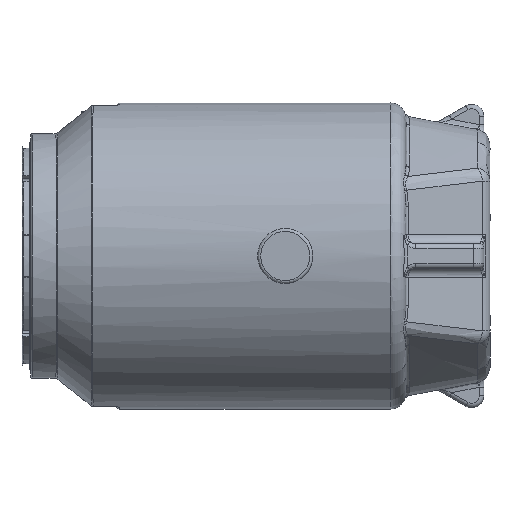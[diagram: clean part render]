
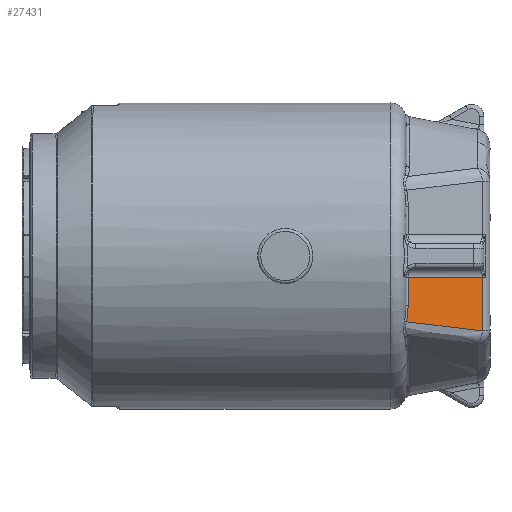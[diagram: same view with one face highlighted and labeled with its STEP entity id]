
A CAD part, left-side view. The second image highlights one B-rep face of the part: STEP entity #27431.
In plain terms, the highlighted planar face has unit normal (-0.863, -0.506, 0).
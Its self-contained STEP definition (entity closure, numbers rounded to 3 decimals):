
#1500 = CARTESIAN_POINT ( 'NONE',  ( 187.159, -330.741, -197.546 ) ) ;
#2410 = DIRECTION ( 'NONE',  ( 0., 0., 1. ) ) ;
#2937 = CARTESIAN_POINT ( 'NONE',  ( 201.204, -354.701, -218.25 ) ) ;
#2943 = EDGE_CURVE ( 'R�duction de d�tails95_2+R�duction de d�tails95_26+R�duction de d�tails95_39+R�duction de d�tails95_45', #18071, #8649, #15213, .T. ) ;
#3753 = EDGE_LOOP ( 'NONE', ( #10014, #21231, #16449, #19871, #5860 ) ) ;
#5127 = LINE ( 'NONE', #9436, #9911 ) ;
#5164 = PLANE ( 'NONE',  #20485 ) ;
#5860 = ORIENTED_EDGE ( 'NONE', *, *, #2943, .T. ) ;
#5972 = CARTESIAN_POINT ( 'NONE',  ( 188.139, -332.414, -166.53 ) ) ;
#7416 = CARTESIAN_POINT ( 'NONE',  ( 185.427, -327.787, -215.035 ) ) ;
#8230 = VERTEX_POINT ( 'NONE', #15352 ) ;
#8350 = CARTESIAN_POINT ( 'NONE',  ( 185.427, -327.787, -215.035 ) ) ;
#8506 = CARTESIAN_POINT ( 'NONE',  ( 188.105, -332.355, -170.982 ) ) ;
#8649 = VERTEX_POINT ( 'NONE', #17683 ) ;
#9436 = CARTESIAN_POINT ( 'NONE',  ( 188.139, -332.414, -70. ) ) ;
#9652 = CARTESIAN_POINT ( 'NONE',  ( 265.343, -464.115, -231.32 ) ) ;
#9911 = VECTOR ( 'NONE', #16627, 1000. ) ;
#9948 = CARTESIAN_POINT ( 'NONE',  ( 330.512, -575.286, -244.6 ) ) ;
#10014 = ORIENTED_EDGE ( 'NONE', *, *, #18097, .T. ) ;
#11708 = EDGE_CURVE ( 'R�duction de d�tails95_2+R�duction de d�tails95_40+R�duction de d�tails95_51+R�duction de d�tails95_39', #29048, #8230, #18120, .T. ) ;
#12578 = VECTOR ( 'NONE', #17830, 1000. ) ;
#13603 = CARTESIAN_POINT ( 'NONE',  ( 188.139, -332.414, -182.781 ) ) ;
#15213 = B_SPLINE_CURVE_WITH_KNOTS ( 'NONE', 3,
 ( #7416, #2937, #26276, #23896, #9652, #23750, #9948 ),
 .UNSPECIFIED., .F., .F.,
 ( 4, 3, 4 ),
 ( 0.006, 0.1, 0.294 ),
 .UNSPECIFIED. ) ;
#15352 = CARTESIAN_POINT ( 'NONE',  ( 188.139, -332.414, -162.071 ) ) ;
#16164 = CARTESIAN_POINT ( 'NONE',  ( 185.427, -327.787, -215.035 ) ) ;
#16449 = ORIENTED_EDGE ( 'NONE', *, *, #11708, .T. ) ;
#16627 = DIRECTION ( 'NONE',  ( -0.506, 0.863, 0. ) ) ;
#17543 = CARTESIAN_POINT ( 'NONE',  ( 330.512, -575.286, -70. ) ) ;
#17683 = CARTESIAN_POINT ( 'NONE',  ( 330.512, -575.286, -244.6 ) ) ;
#17830 = DIRECTION ( 'NONE',  ( 0., 0., -1. ) ) ;
#18071 = VERTEX_POINT ( 'NONE', #16164 ) ;
#18097 = EDGE_CURVE ( 'R�duction de d�tails95_2+R�duction de d�tails95_45+R�duction de d�tails95_26+R�duction de d�tails95_51', #8649, #20582, #20810, .T. ) ;
#18120 = LINE ( 'NONE', #13603, #12578 ) ;
#18628 = DIRECTION ( 'NONE',  ( 0., 0., 1. ) ) ;
#19598 = CARTESIAN_POINT ( 'NONE',  ( 187.419, -331.186, -193.14 ) ) ;
#19871 = ORIENTED_EDGE ( 'NONE', *, *, #25932, .T. ) ;
#20323 = VECTOR ( 'NONE', #2410, 1000. ) ;
#20485 = AXIS2_PLACEMENT_3D ( 'NONE', #23412, #22963, #18628 ) ;
#20576 = FACE_OUTER_BOUND ( 'NONE', #3753, .T. ) ;
#20582 = VERTEX_POINT ( 'NONE', #17543 ) ;
#20810 = LINE ( 'NONE', #22904, #20323 ) ;
#21231 = ORIENTED_EDGE ( 'NONE', *, *, #26551, .T. ) ;
#22144 = CARTESIAN_POINT ( 'NONE',  ( 187.94, -332.074, -179.867 ) ) ;
#22904 = CARTESIAN_POINT ( 'NONE',  ( 330.512, -575.286, -275.874 ) ) ;
#22963 = DIRECTION ( 'NONE',  ( -0.863, -0.506, 0. ) ) ;
#23412 = CARTESIAN_POINT ( 'NONE',  ( 345., -600., -275.874 ) ) ;
#23750 = CARTESIAN_POINT ( 'NONE',  ( 297.928, -519.7, -237.96 ) ) ;
#23896 = CARTESIAN_POINT ( 'NONE',  ( 232.758, -408.529, -224.68 ) ) ;
#24096 = CARTESIAN_POINT ( 'NONE',  ( 186.453, -329.537, -206.323 ) ) ;
#24235 = CARTESIAN_POINT ( 'NONE',  ( 187.81, -331.853, -184.3 ) ) ;
#25703 = B_SPLINE_CURVE_WITH_KNOTS ( 'NONE', 3,
 ( #26325, #5972, #8506, #22144, #24235, #19598, #1500, #24096, #28865, #8350 ),
 .UNSPECIFIED., .F., .F.,
 ( 4, 2, 2, 2, 4 ),
 ( 0., 0.013, 0.027, 0.04, 0.053 ),
 .UNSPECIFIED. ) ;
#25932 = EDGE_CURVE ( 'R�duction de d�tails95_2+R�duction de d�tails95_39+R�duction de d�tails95_40+R�duction de d�tails95_26', #8230, #18071, #25703, .T. ) ;
#26276 = CARTESIAN_POINT ( 'NONE',  ( 216.981, -381.615, -221.465 ) ) ;
#26325 = CARTESIAN_POINT ( 'NONE',  ( 188.139, -332.414, -162.071 ) ) ;
#26551 = EDGE_CURVE ( 'R�duction de d�tails95_2+R�duction de d�tails95_51+R�duction de d�tails95_45+R�duction de d�tails95_40', #20582, #29048, #5127, .T. ) ;
#27431 = ADVANCED_FACE ( 'R�duction de d�tails95_2', ( #20576 ), #5164, .T. ) ;
#28865 = CARTESIAN_POINT ( 'NONE',  ( 186.009, -328.779, -210.693 ) ) ;
#29020 = CARTESIAN_POINT ( 'NONE',  ( 188.139, -332.414, -70. ) ) ;
#29048 = VERTEX_POINT ( 'NONE', #29020 ) ;
